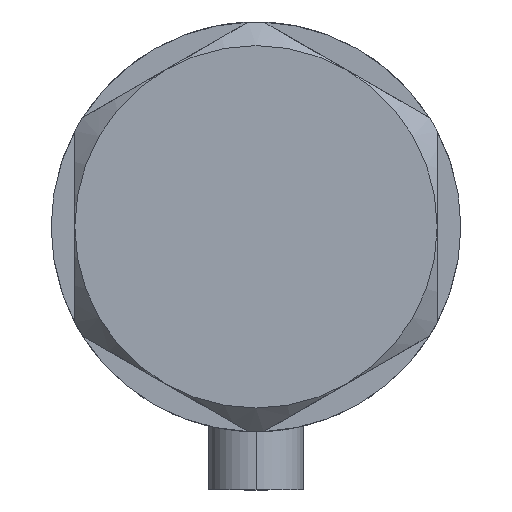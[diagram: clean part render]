
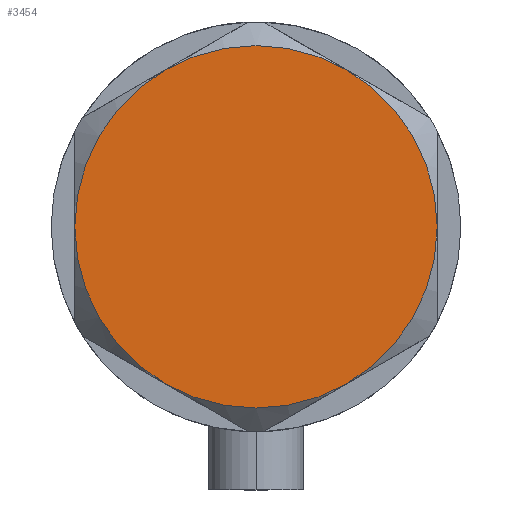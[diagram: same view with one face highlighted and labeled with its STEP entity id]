
A CAD part, left-side view. The second image highlights one B-rep face of the part: STEP entity #3454.
In plain terms, the highlighted face is planar.
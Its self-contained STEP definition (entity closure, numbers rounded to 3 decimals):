
#71 = DIRECTION ( 'NONE',  ( 0., 0., 1. ) ) ;
#83 = ORIENTED_EDGE ( 'NONE', *, *, #529, .T. ) ;
#87 = DIRECTION ( 'NONE',  ( 0., 0., 1. ) ) ;
#194 = ORIENTED_EDGE ( 'NONE', *, *, #2412, .T. ) ;
#424 = VERTEX_POINT ( 'NONE', #1973 ) ;
#529 = EDGE_CURVE ( 'NONE', #3022, #424, #2161, .T. ) ;
#709 = DIRECTION ( 'NONE',  ( 0., 0., 1. ) ) ;
#840 = CIRCLE ( 'NONE', #4017, 23. ) ;
#899 = CARTESIAN_POINT ( 'NONE',  ( 0., 0., 9. ) ) ;
#1202 = DIRECTION ( 'NONE',  ( 1., 0., 0. ) ) ;
#1241 = CARTESIAN_POINT ( 'NONE',  ( 0., 0., 9. ) ) ;
#1255 = DIRECTION ( 'NONE',  ( 1., 0., 0. ) ) ;
#1395 = AXIS2_PLACEMENT_3D ( 'NONE', #899, #4640, #1255 ) ;
#1733 = DIRECTION ( 'NONE',  ( 1., 0., 0. ) ) ;
#1769 = CARTESIAN_POINT ( 'NONE',  ( 0., 0., 9. ) ) ;
#1770 = ORIENTED_EDGE ( 'NONE', *, *, #3572, .T. ) ;
#1799 = CIRCLE ( 'NONE', #4562, 23. ) ;
#1963 = CIRCLE ( 'NONE', #3399, 23. ) ;
#1966 = EDGE_LOOP ( 'NONE', ( #2373, #83, #194, #3676, #3256, #1770 ) ) ;
#1973 = CARTESIAN_POINT ( 'NONE',  ( 11.5, 19.919, 9. ) ) ;
#1986 = FACE_OUTER_BOUND ( 'NONE', #1966, .T. ) ;
#2145 = DIRECTION ( 'NONE',  ( 0., 0., 1. ) ) ;
#2161 = CIRCLE ( 'NONE', #1395, 23. ) ;
#2198 = CIRCLE ( 'NONE', #3718, 23. ) ;
#2263 = VERTEX_POINT ( 'NONE', #4077 ) ;
#2266 = CIRCLE ( 'NONE', #4100, 23. ) ;
#2373 = ORIENTED_EDGE ( 'NONE', *, *, #2457, .T. ) ;
#2412 = EDGE_CURVE ( 'NONE', #424, #2413, #2266, .T. ) ;
#2413 = VERTEX_POINT ( 'NONE', #4233 ) ;
#2457 = EDGE_CURVE ( 'NONE', #3412, #3022, #840, .T. ) ;
#2501 = DIRECTION ( 'NONE',  ( 1., 0., 0. ) ) ;
#2630 = DIRECTION ( 'NONE',  ( 1., 0., 0. ) ) ;
#2711 = CARTESIAN_POINT ( 'NONE',  ( 23., 0., 9. ) ) ;
#2743 = CARTESIAN_POINT ( 'NONE',  ( 0., 0., 9. ) ) ;
#3022 = VERTEX_POINT ( 'NONE', #2711 ) ;
#3035 = VERTEX_POINT ( 'NONE', #3065 ) ;
#3065 = CARTESIAN_POINT ( 'NONE',  ( -11.5, -19.919, 9. ) ) ;
#3132 = CARTESIAN_POINT ( 'NONE',  ( 0., 0., 9. ) ) ;
#3256 = ORIENTED_EDGE ( 'NONE', *, *, #4062, .T. ) ;
#3294 = DIRECTION ( 'NONE',  ( 0., 0., 1. ) ) ;
#3399 = AXIS2_PLACEMENT_3D ( 'NONE', #3943, #2145, #1733 ) ;
#3412 = VERTEX_POINT ( 'NONE', #4589 ) ;
#3454 = ADVANCED_FACE ( 'NONE', ( #1986 ), #4206, .T. ) ;
#3479 = DIRECTION ( 'NONE',  ( 0., 0., 1. ) ) ;
#3572 = EDGE_CURVE ( 'NONE', #3035, #3412, #1799, .T. ) ;
#3676 = ORIENTED_EDGE ( 'NONE', *, *, #4207, .T. ) ;
#3718 = AXIS2_PLACEMENT_3D ( 'NONE', #1769, #3294, #4798 ) ;
#3912 = DIRECTION ( 'NONE',  ( 1., 0., 0. ) ) ;
#3939 = AXIS2_PLACEMENT_3D ( 'NONE', #3132, #87, #1202 ) ;
#3943 = CARTESIAN_POINT ( 'NONE',  ( 0., 0., 9. ) ) ;
#4017 = AXIS2_PLACEMENT_3D ( 'NONE', #2743, #71, #2501 ) ;
#4062 = EDGE_CURVE ( 'NONE', #2263, #3035, #2198, .T. ) ;
#4077 = CARTESIAN_POINT ( 'NONE',  ( -23., 0., 9. ) ) ;
#4100 = AXIS2_PLACEMENT_3D ( 'NONE', #1241, #3479, #3912 ) ;
#4206 = PLANE ( 'NONE',  #3939 ) ;
#4207 = EDGE_CURVE ( 'NONE', #2413, #2263, #1963, .T. ) ;
#4233 = CARTESIAN_POINT ( 'NONE',  ( -11.5, 19.919, 9. ) ) ;
#4491 = CARTESIAN_POINT ( 'NONE',  ( 0., 0., 9. ) ) ;
#4562 = AXIS2_PLACEMENT_3D ( 'NONE', #4491, #709, #2630 ) ;
#4589 = CARTESIAN_POINT ( 'NONE',  ( 11.5, -19.919, 9. ) ) ;
#4640 = DIRECTION ( 'NONE',  ( 0., 0., 1. ) ) ;
#4798 = DIRECTION ( 'NONE',  ( 1., 0., 0. ) ) ;
